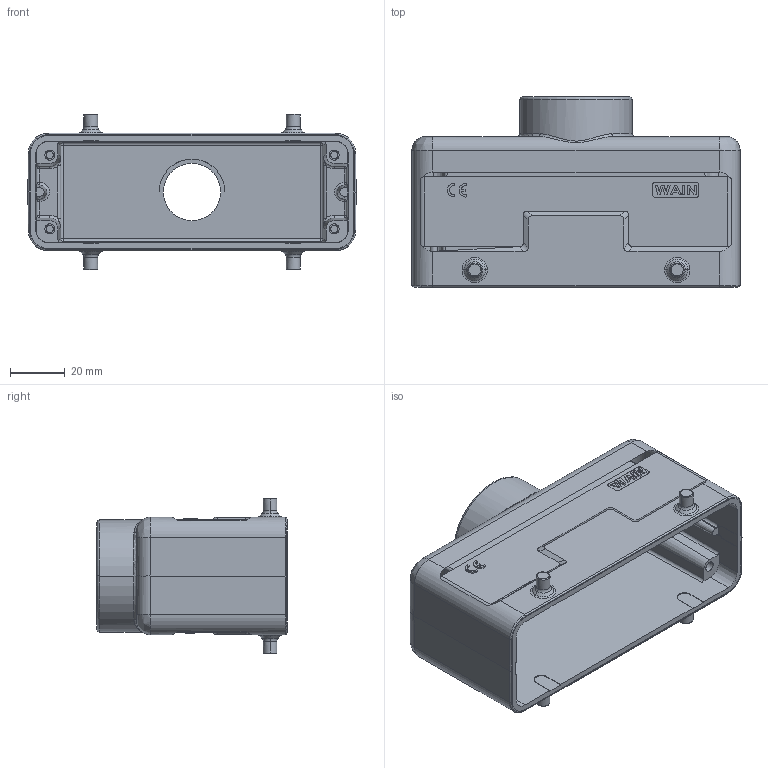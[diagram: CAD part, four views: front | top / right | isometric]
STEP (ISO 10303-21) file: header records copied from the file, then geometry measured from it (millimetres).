
FILE_DESCRIPTION((''),'2;1');
FILE_NAME('3D_1112244301001_EMC_W24B-TE-4B','2024-01-27T',('13034'),(''),'PRO/ENGINEER BY PARAMETRIC TECHNOLOGY CORPORATION, 2012480','PRO/ENGINEER BY PARAMETRIC TECHNOLOGY CORPORATION, 2012480','');
FILE_SCHEMA(('CONFIG_CONTROL_DESIGN'));
Length unit declared in the file: millimetre
Products named in the file (1): 3D_1112244301001_EMC_W24B-TE-4B
Bounding box: 120 x 69.5 x 57 mm (x, y, z)
Volume: 83505.3 mm3; surface area: 45342.9 mm2
Topology: 1 solids, 1 shells, 416 faces, 1114 edges, 714 vertices
Faces by surface type: plane 199, cylinder 125, torus 38, cone 20, bspline 18, sphere 16
Entity records: 13863 total; most frequent: CARTESIAN_POINT 3457, ORIENTED_EDGE 2196, DIRECTION 2154, EDGE_CURVE 1098, AXIS2_PLACEMENT_3D 764, VERTEX_POINT 714, VECTOR 626, LINE 626
